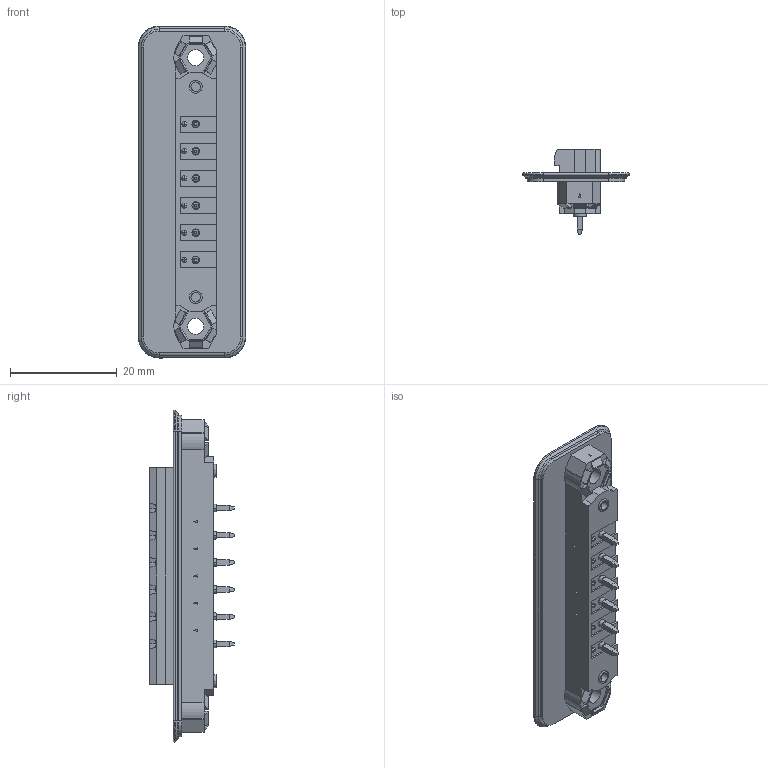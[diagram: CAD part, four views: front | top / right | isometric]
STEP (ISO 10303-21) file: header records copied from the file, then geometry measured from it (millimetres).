
FILE_DESCRIPTION(('STEP AP214'),'1');
FILE_NAME('1899320.stp','2016-07-05T05:44:13',('TraceParts'),('TraceParts S.A.'),'Spatial InterOp 3D',' ',' ');
FILE_SCHEMA(('automotive_design'));
Length unit declared in the file: millimetre
Products named in the file (1): dfk-mstbva_2.5-6-gf-5.08|1#dfk-mstbva_2.5-6-gf-5.08;dfk-mstbva_2.5-6-gf-5.08
Bounding box: 20.07 x 15.9 x 62.11 mm (x, y, z)
Volume: 3829.9 mm3; surface area: 5093.7 mm2
Topology: 1 solids, 1 shells, 748 faces, 1752 edges, 1049 vertices
Faces by surface type: plane 575, cylinder 109, sphere 24, torus 20, cone 20
Entity records: 27035 total; most frequent: DIRECTION 3697, CARTESIAN_POINT 3694, ORIENTED_EDGE 3504, EDGE_CURVE 1752, LINE 1281, VECTOR 1281, AXIS2_PLACEMENT_3D 1208, VERTEX_POINT 1049
